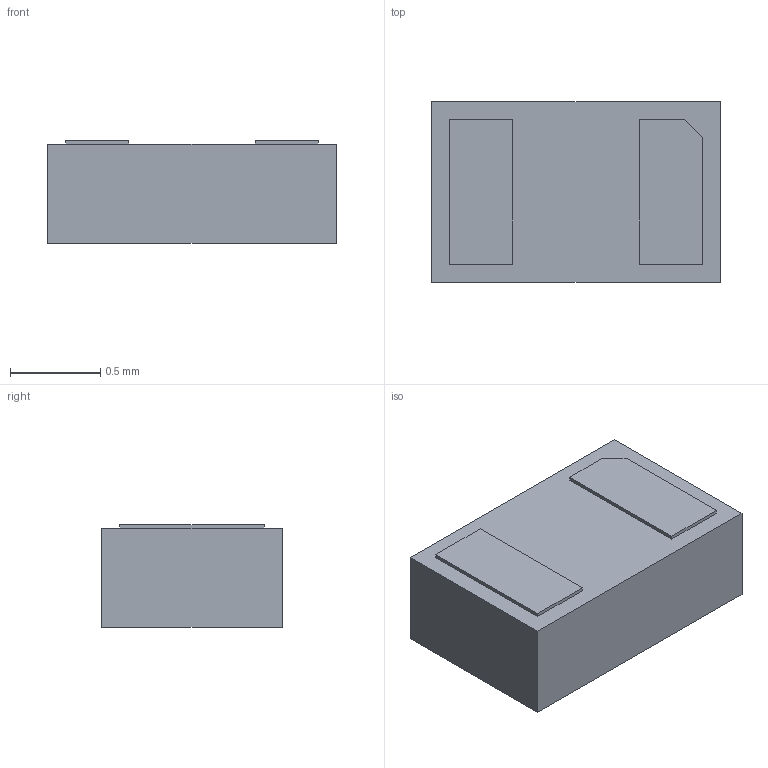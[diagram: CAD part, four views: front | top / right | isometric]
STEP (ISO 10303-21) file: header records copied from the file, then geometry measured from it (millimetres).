
FILE_DESCRIPTION(/* description */ ('STEP AP214'),/* implementation_level */ '2;1');
FILE_NAME(/* name */ '62a25cd604b17527cd9f5d1f',/* time_stamp */ '2022-06-09T20:49:27+00:00',/* author */ (''),/* organization */ (''),/* preprocessor_version */ 'ST-DEVELOPER v18.102',/* originating_system */ ' ',/* authorisation */ ' ');
FILE_SCHEMA (('AUTOMOTIVE_DESIGN {1 0 10303 214 3 1 1}'));
Length unit declared in the file: metre
Products named in the file (1): QFN1610
Bounding box: 1.6 x 1 x 0.57 mm (x, y, z)
Volume: 0.9 mm3; surface area: 6.2 mm2
Topology: 1 solids, 1 shells, 19 faces, 42 edges, 28 vertices
Faces by surface type: plane 18, cylinder 1
Full cylindrical faces by diameter (mm): 0.25 x1
Entity records: 543 total; most frequent: CARTESIAN_POINT 89, DIRECTION 83, ORIENTED_EDGE 82, EDGE_CURVE 41, LINE 39, VECTOR 39, VERTEX_POINT 28, EDGE_LOOP 23
